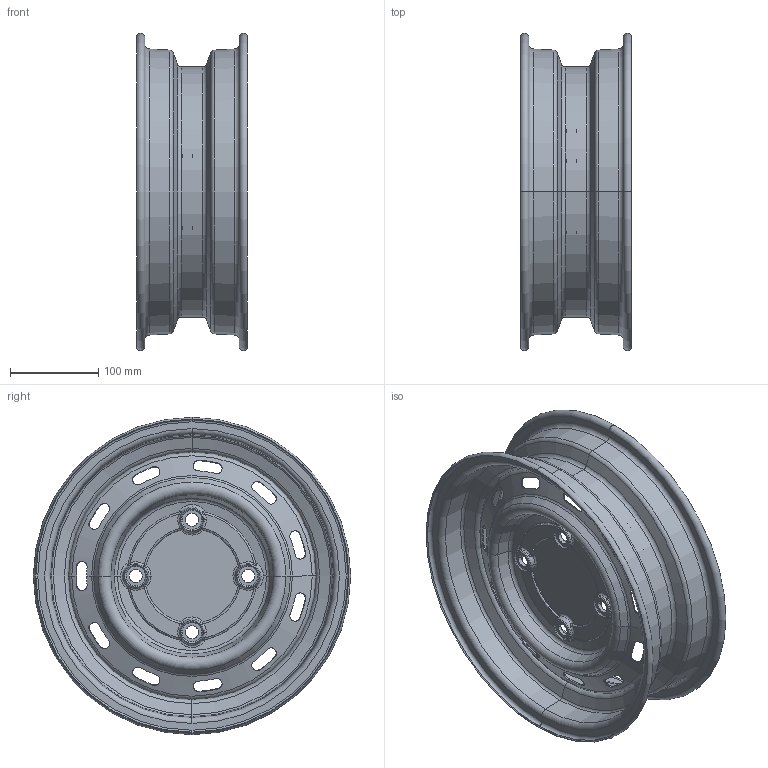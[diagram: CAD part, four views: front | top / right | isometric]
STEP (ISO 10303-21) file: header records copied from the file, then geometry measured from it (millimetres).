
FILE_DESCRIPTION (( 'STEP AP203' ), '1' );
FILE_NAME ('Rim_Défaut_sldprt.STEP', '2020-01-15T11:02:05', ( '' ), ( '' ), 'SwSTEP 2.0', 'SolidWorks 2017', '' );
FILE_SCHEMA (( 'CONFIG_CONTROL_DESIGN' ));
Length unit declared in the file: millimetre
Products named in the file (1): Rim_Défaut_sldprt
Bounding box: 125 x 359.97 x 359.97 mm (x, y, z)
Volume: 394467.5 mm3; surface area: 503412.9 mm2
Topology: 1 solids, 1 shells, 303 faces, 760 edges, 463 vertices
Faces by surface type: torus 83, bspline 80, cone 74, plane 38, cylinder 28
Entity records: 13817 total; most frequent: CARTESIAN_POINT 7051, ORIENTED_EDGE 1520, DIRECTION 1282, EDGE_CURVE 760, AXIS2_PLACEMENT_3D 582, VERTEX_POINT 463, CIRCLE 358, EDGE_LOOP 337
